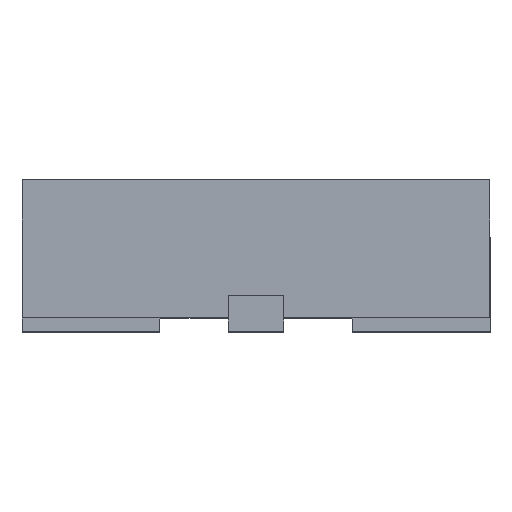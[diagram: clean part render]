
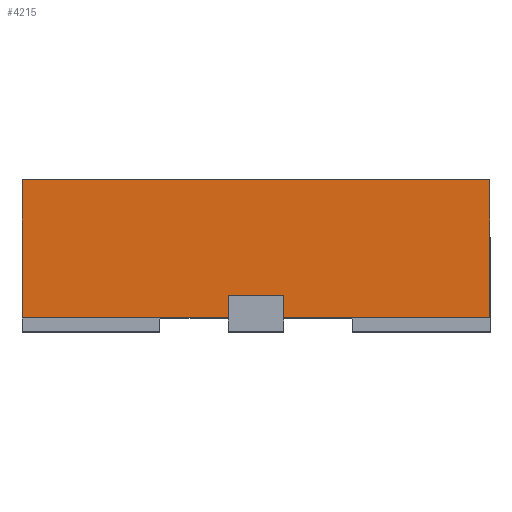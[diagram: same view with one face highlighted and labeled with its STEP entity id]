
A CAD part, top view. The second image highlights one B-rep face of the part: STEP entity #4215.
In plain terms, the highlighted planar face has unit normal (0, 0, 1).
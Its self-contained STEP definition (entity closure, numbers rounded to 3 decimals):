
#268 = EDGE_LOOP ( 'NONE', ( #1286, #3775, #2348, #1850, #1673, #2428, #4877, #2852 ) ) ;
#412 = VERTEX_POINT ( 'NONE', #2346 ) ;
#580 = LINE ( 'NONE', #2922, #2326 ) ;
#671 = EDGE_CURVE ( 'NONE', #4031, #3773, #2190, .T. ) ;
#754 = CARTESIAN_POINT ( 'NONE',  ( 0.85, 0.05, 1. ) ) ;
#778 = VECTOR ( 'NONE', #4677, 1000. ) ;
#873 = EDGE_CURVE ( 'NONE', #3239, #4476, #2422, .T. ) ;
#914 = VERTEX_POINT ( 'NONE', #2396 ) ;
#1179 = CARTESIAN_POINT ( 'NONE',  ( 0.85, 3.725, 1. ) ) ;
#1286 = ORIENTED_EDGE ( 'NONE', *, *, #671, .T. ) ;
#1602 = FACE_OUTER_BOUND ( 'NONE', #268, .T. ) ;
#1607 = LINE ( 'NONE', #1763, #4274 ) ;
#1624 = EDGE_CURVE ( 'NONE', #3773, #1833, #1607, .T. ) ;
#1629 = CARTESIAN_POINT ( 'NONE',  ( -0.1, 0.05, 1. ) ) ;
#1673 = ORIENTED_EDGE ( 'NONE', *, *, #3887, .T. ) ;
#1763 = CARTESIAN_POINT ( 'NONE',  ( 0.85, 0.05, 1. ) ) ;
#1833 = VERTEX_POINT ( 'NONE', #754 ) ;
#1850 = ORIENTED_EDGE ( 'NONE', *, *, #4662, .F. ) ;
#1878 = CARTESIAN_POINT ( 'NONE',  ( 0.1, 0.13, 1. ) ) ;
#2151 = CARTESIAN_POINT ( 'NONE',  ( 0.1, 0.13, 1. ) ) ;
#2156 = AXIS2_PLACEMENT_3D ( 'NONE', #4187, #2987, #2590 ) ;
#2162 = CARTESIAN_POINT ( 'NONE',  ( 0.85, 0.05, 1. ) ) ;
#2175 = DIRECTION ( 'NONE',  ( 1., 0., 0. ) ) ;
#2190 = LINE ( 'NONE', #1878, #4039 ) ;
#2209 = EDGE_CURVE ( 'NONE', #3239, #4031, #4624, .T. ) ;
#2233 = VECTOR ( 'NONE', #3945, 1000. ) ;
#2280 = VERTEX_POINT ( 'NONE', #4908 ) ;
#2326 = VECTOR ( 'NONE', #2501, 1000. ) ;
#2346 = CARTESIAN_POINT ( 'NONE',  ( 0.85, 0.55, 1. ) ) ;
#2348 = ORIENTED_EDGE ( 'NONE', *, *, #4962, .F. ) ;
#2396 = CARTESIAN_POINT ( 'NONE',  ( -0.85, 0.05, 1. ) ) ;
#2422 = LINE ( 'NONE', #3961, #2233 ) ;
#2428 = ORIENTED_EDGE ( 'NONE', *, *, #2614, .T. ) ;
#2501 = DIRECTION ( 'NONE',  ( 0., -1., 0. ) ) ;
#2568 = VECTOR ( 'NONE', #3337, 1000. ) ;
#2590 = DIRECTION ( 'NONE',  ( -1., 0., 0. ) ) ;
#2614 = EDGE_CURVE ( 'NONE', #914, #4476, #2996, .T. ) ;
#2662 = DIRECTION ( 'NONE',  ( 0., -1., 0. ) ) ;
#2666 = DIRECTION ( 'NONE',  ( 0., -1., 0. ) ) ;
#2785 = CARTESIAN_POINT ( 'NONE',  ( 0.1, 0.13, 1. ) ) ;
#2809 = VECTOR ( 'NONE', #2666, 1000. ) ;
#2852 = ORIENTED_EDGE ( 'NONE', *, *, #2209, .T. ) ;
#2922 = CARTESIAN_POINT ( 'NONE',  ( -0.85, 3.725, 1. ) ) ;
#2987 = DIRECTION ( 'NONE',  ( 0., 0., -1. ) ) ;
#2996 = LINE ( 'NONE', #2162, #3606 ) ;
#3239 = VERTEX_POINT ( 'NONE', #4231 ) ;
#3292 = CARTESIAN_POINT ( 'NONE',  ( 0.1, 0.05, 1. ) ) ;
#3337 = DIRECTION ( 'NONE',  ( 1., 0., 0. ) ) ;
#3606 = VECTOR ( 'NONE', #2175, 1000. ) ;
#3773 = VERTEX_POINT ( 'NONE', #3292 ) ;
#3775 = ORIENTED_EDGE ( 'NONE', *, *, #1624, .T. ) ;
#3780 = DIRECTION ( 'NONE',  ( 1., 0., 0. ) ) ;
#3796 = LINE ( 'NONE', #4646, #778 ) ;
#3887 = EDGE_CURVE ( 'NONE', #2280, #914, #580, .T. ) ;
#3896 = LINE ( 'NONE', #1179, #2809 ) ;
#3945 = DIRECTION ( 'NONE',  ( 0., -1., 0. ) ) ;
#3961 = CARTESIAN_POINT ( 'NONE',  ( -0.1, 0.13, 1. ) ) ;
#4031 = VERTEX_POINT ( 'NONE', #2785 ) ;
#4039 = VECTOR ( 'NONE', #2662, 1000. ) ;
#4187 = CARTESIAN_POINT ( 'NONE',  ( 0.85, 3.725, 1. ) ) ;
#4215 = ADVANCED_FACE ( 'NONE', ( #1602 ), #4900, .F. ) ;
#4231 = CARTESIAN_POINT ( 'NONE',  ( -0.1, 0.13, 1. ) ) ;
#4274 = VECTOR ( 'NONE', #3780, 1000. ) ;
#4476 = VERTEX_POINT ( 'NONE', #1629 ) ;
#4624 = LINE ( 'NONE', #2151, #2568 ) ;
#4646 = CARTESIAN_POINT ( 'NONE',  ( 0.85, 0.55, 1. ) ) ;
#4662 = EDGE_CURVE ( 'NONE', #2280, #412, #3796, .T. ) ;
#4677 = DIRECTION ( 'NONE',  ( 1., 0., 0. ) ) ;
#4877 = ORIENTED_EDGE ( 'NONE', *, *, #873, .F. ) ;
#4900 = PLANE ( 'NONE',  #2156 ) ;
#4908 = CARTESIAN_POINT ( 'NONE',  ( -0.85, 0.55, 1. ) ) ;
#4962 = EDGE_CURVE ( 'NONE', #412, #1833, #3896, .T. ) ;
